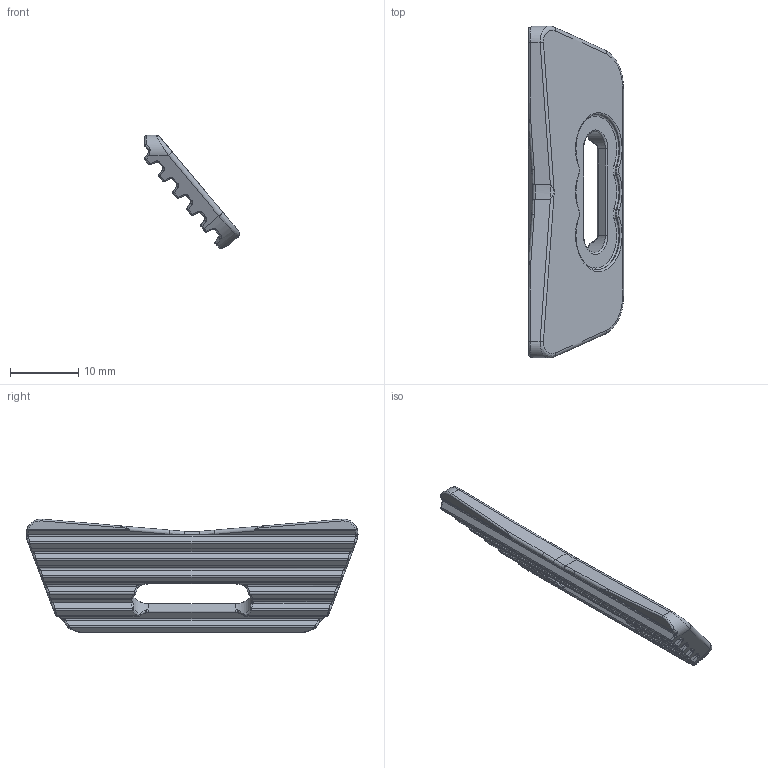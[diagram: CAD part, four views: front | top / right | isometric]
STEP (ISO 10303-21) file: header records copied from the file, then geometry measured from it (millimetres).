
FILE_DESCRIPTION(/* description */ (''),/* implementation_level */ '2;1');
FILE_NAME(/* name */ 'OS_Adjustable_Claw_Type_2.step',/* time_stamp */ '2024-10-14T16:15:25-05:00',/* author */ (''),/* organization */ (''),/* preprocessor_version */ 'ST-DEVELOPER v20',/* originating_system */ 'Autodesk Translation Framework v13.20.0.188',/* authorisation */ '');
FILE_SCHEMA (('AUTOMOTIVE_DESIGN { 1 0 10303 214 3 1 1 }'));
Length unit declared in the file: inch
Products named in the file (1): Adjustable piece 2
Bounding box: 13.98 x 48.8 x 16.71 mm (x, y, z)
Volume: 2261.7 mm3; surface area: 2283.6 mm2
Topology: 1 solids, 1 shells, 272 faces, 622 edges, 345 vertices
Faces by surface type: cylinder 96, bspline 74, plane 43, sphere 30, torus 29
Entity records: 9416 total; most frequent: CARTESIAN_POINT 3465, DIRECTION 1281, ORIENTED_EDGE 1230, EDGE_CURVE 615, AXIS2_PLACEMENT_3D 547, VERTEX_POINT 345, EDGE_LOOP 274, FACE_OUTER_BOUND 272
